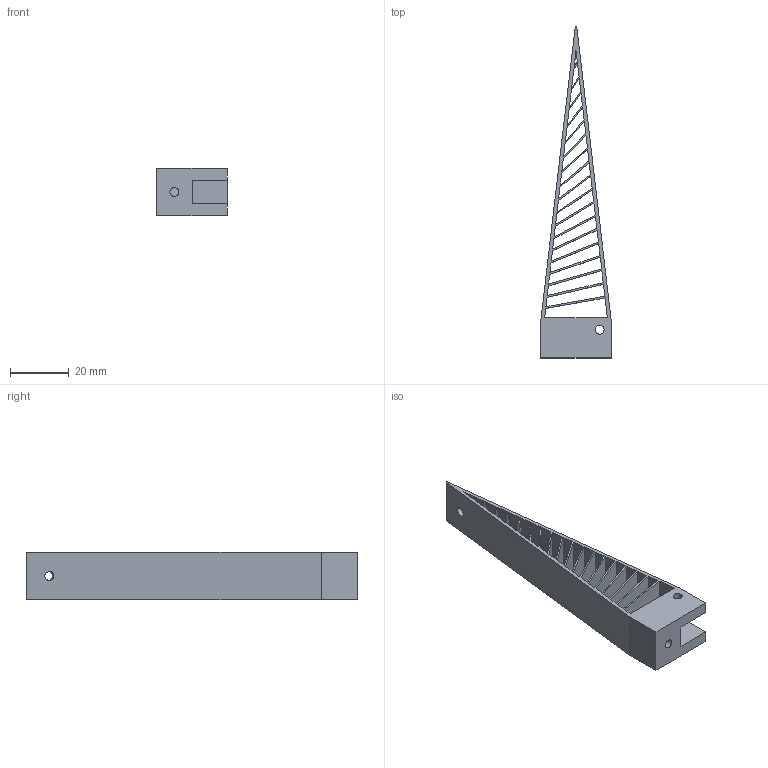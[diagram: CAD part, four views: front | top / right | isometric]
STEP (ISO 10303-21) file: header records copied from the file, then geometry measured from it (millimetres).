
FILE_DESCRIPTION(/* description */ (''),/* implementation_level */ '2;1');
FILE_NAME(/* name */ 'GripprFinger.stp',/* time_stamp */ '2025-12-11T10:00:01-05:00',/* author */ ('santiago'),/* organization */ (''),/* preprocessor_version */ 'ST-DEVELOPER v20',/* originating_system */ 'Autodesk Inventor 2025',/* authorisation */ '');
FILE_SCHEMA (('AUTOMOTIVE_DESIGN { 1 0 10303 214 3 1 1 }'));
Length unit declared in the file: millimetre
Products named in the file (1): dedo_Derecho
Bounding box: 24 x 112.75 x 16 mm (x, y, z)
Volume: 9516.6 mm3; surface area: 16385.2 mm2
Topology: 1 solids, 1 shells, 92 faces, 274 edges, 182 vertices
Faces by surface type: plane 87, cylinder 5
Full cylindrical faces by diameter (mm): 3 x4
Entity records: 3184 total; most frequent: CARTESIAN_POINT 549, ORIENTED_EDGE 548, DIRECTION 474, EDGE_CURVE 274, LINE 260, VECTOR 260, VERTEX_POINT 182, EDGE_LOOP 138
